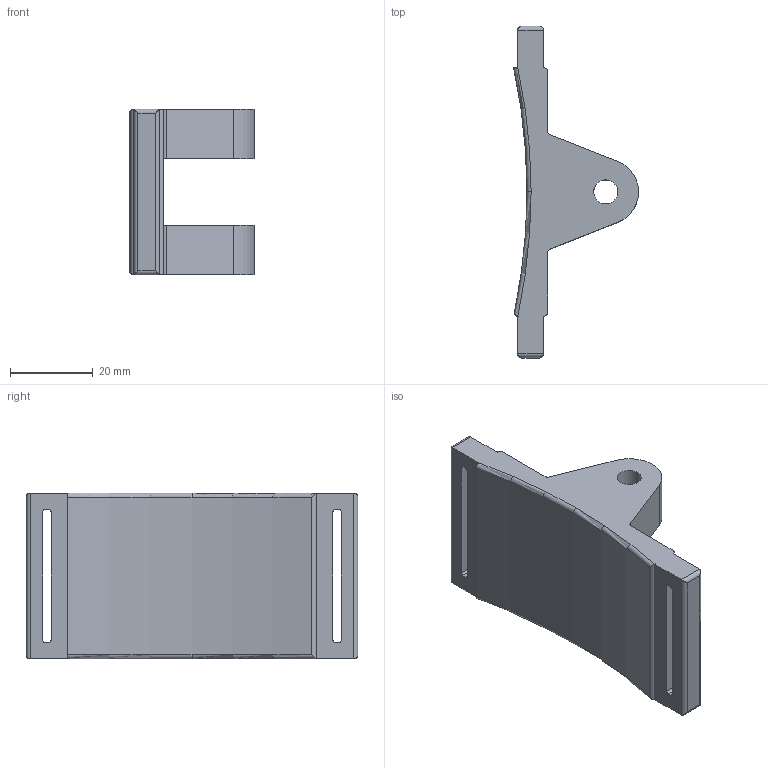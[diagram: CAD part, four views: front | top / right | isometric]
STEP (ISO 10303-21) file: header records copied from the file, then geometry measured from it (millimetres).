
FILE_DESCRIPTION(('FreeCAD Model'),'2;1');
FILE_NAME('Open CASCADE Shape Model','2025-11-13T10:08:52',(''),(''), 'Open CASCADE STEP processor 7.7','FreeCAD','Unknown');
FILE_SCHEMA(('AUTOMOTIVE_DESIGN { 1 0 10303 214 1 1 1 1 }'));
Length unit declared in the file: millimetre
Products named in the file (1): Body
Bounding box: 30.15 x 80 x 40 mm (x, y, z)
Volume: 27989.2 mm3; surface area: 11093.2 mm2
Topology: 1 solids, 1 shells, 57 faces, 155 edges, 100 vertices
Faces by surface type: cylinder 28, plane 25, torus 4
Full cylindrical faces by diameter (mm): 5.8 x2
Entity records: 1911 total; most frequent: CARTESIAN_POINT 389, DIRECTION 323, ORIENTED_EDGE 310, EDGE_CURVE 155, AXIS2_PLACEMENT_3D 114, VERTEX_POINT 100, LINE 95, VECTOR 95
